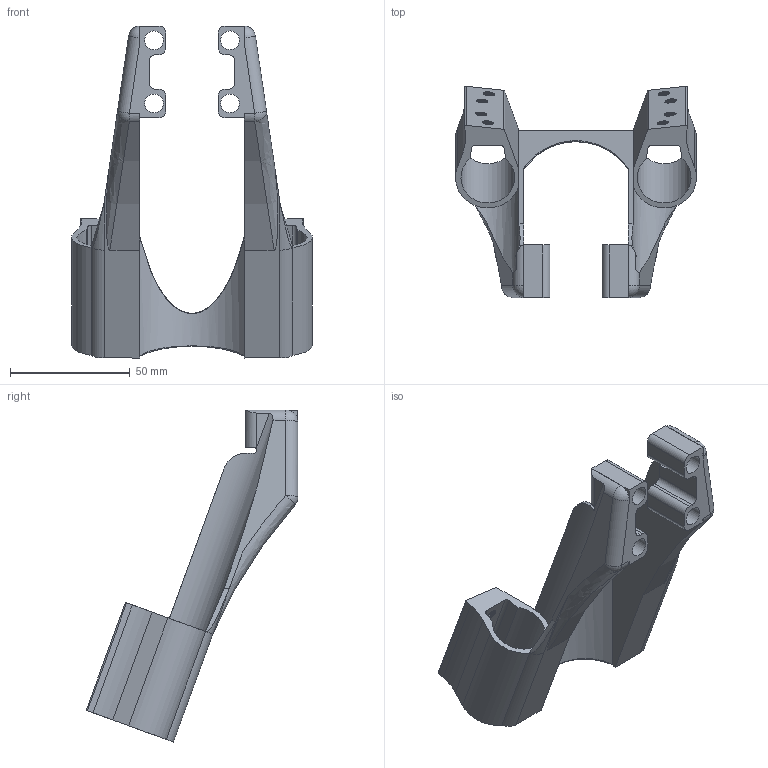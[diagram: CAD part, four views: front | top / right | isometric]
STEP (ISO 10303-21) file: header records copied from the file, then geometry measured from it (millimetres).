
FILE_DESCRIPTION(/* description */ (''),/* implementation_level */ '2;1');
FILE_NAME(/* name */ 'Reach Extension.step',/* time_stamp */ '2025-07-10T15:22:44-05:00',/* author */ (''),/* organization */ (''),/* preprocessor_version */ 'ST-DEVELOPER v20.1',/* originating_system */ 'Autodesk Translation Framework v14.10.0.0',/* authorisation */ '');
FILE_SCHEMA (('AUTOMOTIVE_DESIGN { 1 0 10303 214 3 1 1 }'));
Length unit declared in the file: millimetre
Products named in the file (1): Canyon Extended Spacer 4 20*
Bounding box: 100.8 x 88.56 x 138.91 mm (x, y, z)
Volume: 81351.3 mm3; surface area: 40925.4 mm2
Topology: 1 solids, 1 shells, 334 faces, 992 edges, 656 vertices
Faces by surface type: cylinder 235, plane 66, bspline 29, sphere 4
Full cylindrical faces by diameter (mm): 4.234 x38, 5.12 x34, 7.88 x4
Entity records: 22818 total; most frequent: CARTESIAN_POINT 14601, ORIENTED_EDGE 1984, DIRECTION 1328, EDGE_CURVE 992, VERTEX_POINT 656, AXIS2_PLACEMENT_3D 473, B_SPLINE_CURVE_WITH_KNOTS 443, LINE 382
